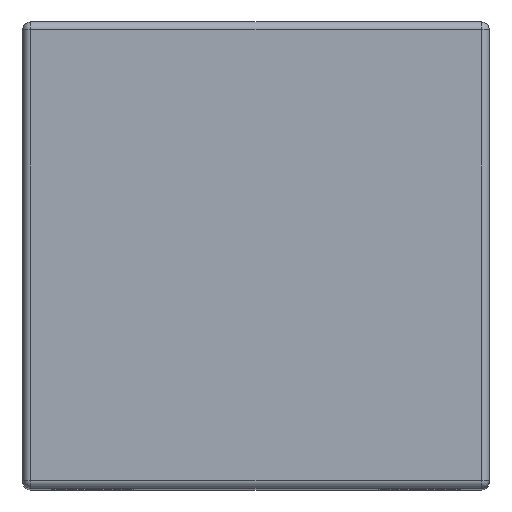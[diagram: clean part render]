
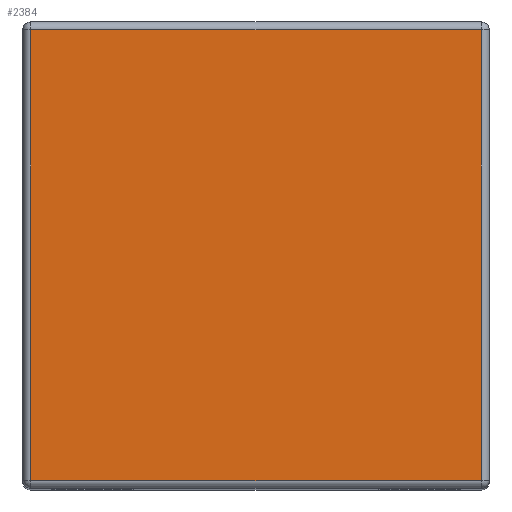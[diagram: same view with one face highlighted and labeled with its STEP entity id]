
A CAD part, top view. The second image highlights one B-rep face of the part: STEP entity #2384.
In plain terms, the highlighted planar face has unit normal (0, 0, 1).
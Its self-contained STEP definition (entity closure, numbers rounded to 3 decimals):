
#1055=DIRECTION('',(0.,-1.,0.));
#1056=VECTOR('',#1055,29.);
#1057=CARTESIAN_POINT('',(-14.5,14.5,62.));
#1058=LINE('',#1057,#1056);
#1062=DIRECTION('',(1.,0.,0.));
#1063=VECTOR('',#1062,29.);
#1064=CARTESIAN_POINT('',(-14.5,14.5,62.));
#1065=LINE('',#1064,#1063);
#1069=DIRECTION('',(0.,-1.,0.));
#1070=VECTOR('',#1069,29.);
#1071=CARTESIAN_POINT('',(14.5,14.5,62.));
#1072=LINE('',#1071,#1070);
#1076=DIRECTION('',(-1.,0.,0.));
#1077=VECTOR('',#1076,29.);
#1078=CARTESIAN_POINT('',(14.5,-14.5,62.));
#1079=LINE('',#1078,#1077);
#1331=CARTESIAN_POINT('',(-14.5,14.5,62.));
#1332=CARTESIAN_POINT('',(-14.5,-14.5,62.));
#1333=VERTEX_POINT('',#1331);
#1334=VERTEX_POINT('',#1332);
#1337=CARTESIAN_POINT('',(14.5,14.5,62.));
#1338=VERTEX_POINT('',#1337);
#1385=CARTESIAN_POINT('',(14.5,-14.5,62.));
#1386=VERTEX_POINT('',#1385);
#2371=CARTESIAN_POINT('',(-15.,-15.,62.));
#2372=DIRECTION('',(0.,0.,1.));
#2373=DIRECTION('',(1.,0.,0.));
#2374=AXIS2_PLACEMENT_3D('',#2371,#2372,#2373);
#2375=PLANE('',#2374);
#2376=ORIENTED_EDGE('',*,*,#2362,.F.);
#2378=ORIENTED_EDGE('',*,*,#2377,.T.);
#2380=ORIENTED_EDGE('',*,*,#2379,.T.);
#2381=ORIENTED_EDGE('',*,*,#2326,.T.);
#2382=EDGE_LOOP('',(#2376,#2378,#2380,#2381));
#2383=FACE_OUTER_BOUND('',#2382,.F.);
#2384=ADVANCED_FACE('',(#2383),#2375,.T.);
#2326=EDGE_CURVE('',#1386,#1334,#1079,.T.);
#2362=EDGE_CURVE('',#1333,#1334,#1058,.T.);
#2377=EDGE_CURVE('',#1333,#1338,#1065,.T.);
#2379=EDGE_CURVE('',#1338,#1386,#1072,.T.);
